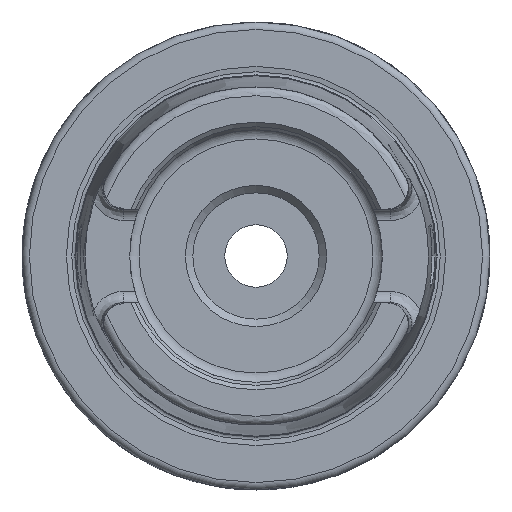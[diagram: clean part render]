
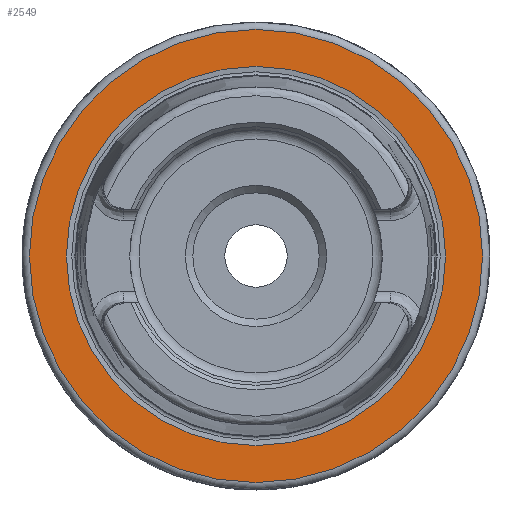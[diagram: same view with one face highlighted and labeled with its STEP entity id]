
A CAD part, left-side view. The second image highlights one B-rep face of the part: STEP entity #2549.
In plain terms, the highlighted planar face has unit normal (-1, 0, 0).
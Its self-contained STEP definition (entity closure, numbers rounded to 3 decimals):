
#102=PLANE('',#2845);
#261=FACE_OUTER_BOUND('',#607,.T.);
#414=CIRCLE('',#2843,25.521);
#415=CIRCLE('',#2844,25.521);
#416=CIRCLE('',#2846,30.5);
#417=CIRCLE('',#2847,30.5);
#460=FACE_BOUND('',#608,.T.);
#607=EDGE_LOOP('',(#2384,#2385));
#608=EDGE_LOOP('',(#2386,#2387));
#1197=VERTEX_POINT('',#6063);
#1198=VERTEX_POINT('',#6065);
#1199=VERTEX_POINT('',#6069);
#1200=VERTEX_POINT('',#6070);
#1594=EDGE_CURVE('',#1198,#1197,#414,.T.);
#1595=EDGE_CURVE('',#1197,#1198,#415,.T.);
#1596=EDGE_CURVE('',#1199,#1200,#416,.T.);
#1597=EDGE_CURVE('',#1200,#1199,#417,.T.);
#2384=ORIENTED_EDGE('',*,*,#1596,.F.);
#2385=ORIENTED_EDGE('',*,*,#1597,.F.);
#2386=ORIENTED_EDGE('',*,*,#1594,.T.);
#2387=ORIENTED_EDGE('',*,*,#1595,.T.);
#2549=ADVANCED_FACE('',(#261,#460),#102,.T.);
#2843=AXIS2_PLACEMENT_3D('',#6066,#3499,#3500);
#2844=AXIS2_PLACEMENT_3D('',#6067,#3501,#3502);
#2845=AXIS2_PLACEMENT_3D('',#6068,#3503,#3504);
#2846=AXIS2_PLACEMENT_3D('',#6071,#3505,#3506);
#2847=AXIS2_PLACEMENT_3D('',#6072,#3507,#3508);
#3499=DIRECTION('center_axis',(1.,0.,0.));
#3500=DIRECTION('ref_axis',(0.,0.,-1.));
#3501=DIRECTION('center_axis',(1.,0.,0.));
#3502=DIRECTION('ref_axis',(0.,0.,-1.));
#3503=DIRECTION('center_axis',(-1.,0.,0.));
#3504=DIRECTION('ref_axis',(0.,0.,1.));
#3505=DIRECTION('center_axis',(1.,0.,0.));
#3506=DIRECTION('ref_axis',(0.,0.,-1.));
#3507=DIRECTION('center_axis',(1.,0.,0.));
#3508=DIRECTION('ref_axis',(0.,0.,-1.));
#6063=CARTESIAN_POINT('',(0.,-25.521,0.));
#6065=CARTESIAN_POINT('',(0.,25.521,0.));
#6066=CARTESIAN_POINT('Origin',(0.,0.,
0.));
#6067=CARTESIAN_POINT('Origin',(0.,0.,
0.));
#6068=CARTESIAN_POINT('Origin',(0.,30.5,0.));
#6069=CARTESIAN_POINT('',(0.,30.5,0.));
#6070=CARTESIAN_POINT('',(0.,0.,30.5));
#6071=CARTESIAN_POINT('Origin',(0.,0.,
0.));
#6072=CARTESIAN_POINT('Origin',(0.,0.,
0.));
